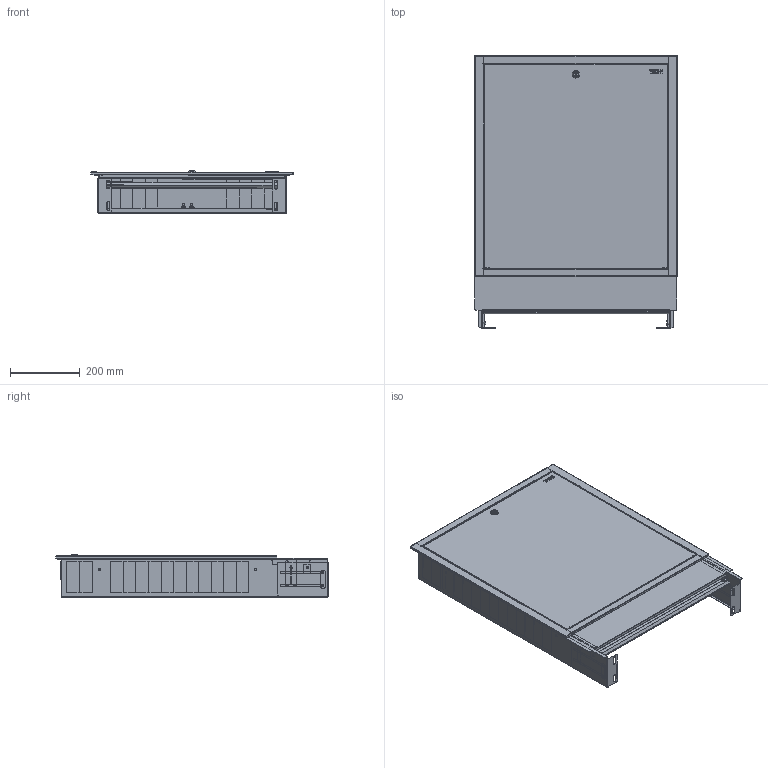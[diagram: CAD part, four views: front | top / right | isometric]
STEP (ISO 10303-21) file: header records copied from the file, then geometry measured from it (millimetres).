
FILE_DESCRIPTION(/* description */ ('Alibre Inc.'),/* implementation_level */ '2;1');
FILE_NAME(/* name */ 'export0',/* time_stamp */ '2023-04-12T16:15:14+02:00',/* author */ (''),/* organization */ (''),/* preprocessor_version */ 'ST-DEVELOPER v14',/* originating_system */ 'Alibre',/* authorisation */ '');
FILE_SCHEMA (('CONFIG_CONTROL_DESIGN'));
Length unit declared in the file: centimetre
Products named in the file (30): ID_1; ID_2; ID_3; ID_4; ID_5; ID_6; ID_7; ID_8; ID_9; ID_10; ID_11; ID_12; ID_13
Bounding box: 580.81 x 780.88 x 123.13 mm (x, y, z)
Volume: 1263876.4 mm3; surface area: 2562285.5 mm2
Topology: 82 solids, 82 shells, 2108 faces, 5587 edges, 3668 vertices
Faces by surface type: plane 1356, cylinder 651, torus 48, bspline 32, cone 21
Full cylindrical faces by diameter (mm): 3.5 x20, 5 x36, 5.04 x12, 6 x20, 6.5 x12, 9.5 x10, 13 x9, 13.3 x1, 14.5 x12
Entity records: 50560 total; most frequent: CARTESIAN_POINT 9314, ORIENTED_EDGE 7850, DIRECTION 6770, EDGE_CURVE 3925, VECTOR 2985, LINE 2985, VERTEX_POINT 2619, AXIS2_PLACEMENT_3D 2370
